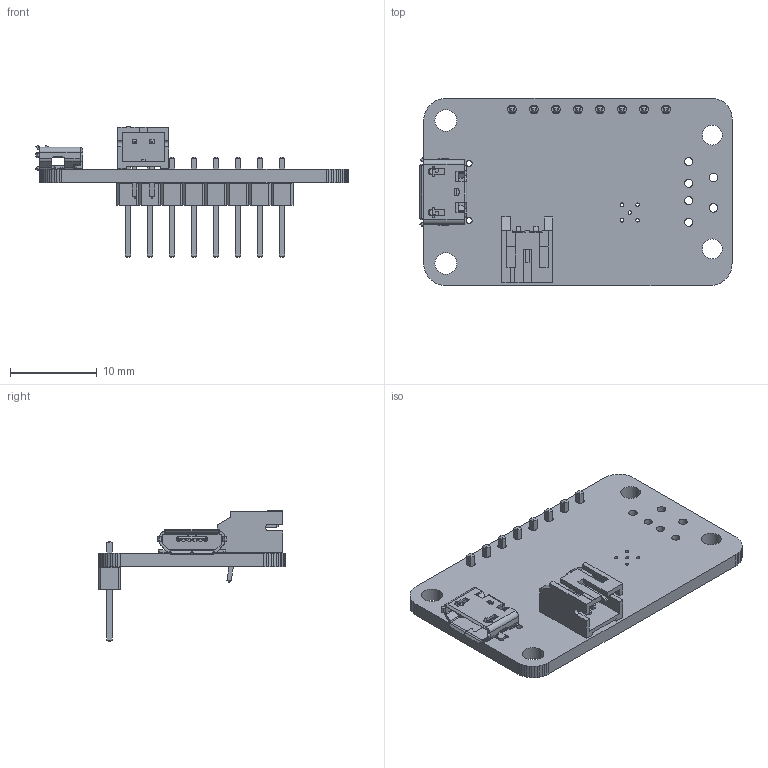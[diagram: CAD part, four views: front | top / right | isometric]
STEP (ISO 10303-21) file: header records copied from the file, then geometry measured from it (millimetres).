
FILE_DESCRIPTION(('KiCad electronic assembly'),'2;1');
FILE_NAME('Adafruit PowerBoost 500C.step','2023-08-09T19:36:16',( 'Pcbnew'),('Kicad'),'Open CASCADE STEP processor 7.6', 'KiCad to STEP converter','Unknown');
FILE_SCHEMA(('AUTOMOTIVE_DESIGN { 1 0 10303 214 1 1 1 1 }'));
Length unit declared in the file: millimetre
Products named in the file (8): Adafruit PowerBoost 500C 1; USB_Micro-B_Molex_47346-0001; SOLID; JST_PH_S2B-PH-K_1x02_P2.00mm_Horizontal; PinHeader_1x08_P2.54mm_Vertical; _autosave-Adafruit PowerBoost 500C PCB
Assembly tree (7 placements, depth 3):
  Adafruit PowerBoost 500C 1
    USB_Micro-B_Molex_47346-0001
      SOLID
    JST_PH_S2B-PH-K_1x02_P2.00mm_Horizontal
      SOLID
    PinHeader_1x08_P2.54mm_Vertical
      SOLID
    _autosave-Adafruit PowerBoost 500C PCB
Bounding box: 36.02 x 21.59 x 15.09 mm (x, y, z)
Volume: 1469 mm3; surface area: 2761.5 mm2
Topology: 4 solids, 4 shells, 914 faces, 2588 edges, 1678 vertices
Faces by surface type: plane 752, cylinder 158, sphere 4
Full cylindrical faces by diameter (mm): 0.4 x5, 0.7 x4, 0.95 x4, 1 x4, 1.016 x6, 2.3 x2, 2.5 x2
Entity records: 70410 total; most frequent: CARTESIAN_POINT 13226, DIRECTION 9525, LINE 6799, VECTOR 6799, ORIENTED_EDGE 5168, PCURVE 5168, DEFINITIONAL_REPRESENTATION 5168, EDGE_CURVE 2584
